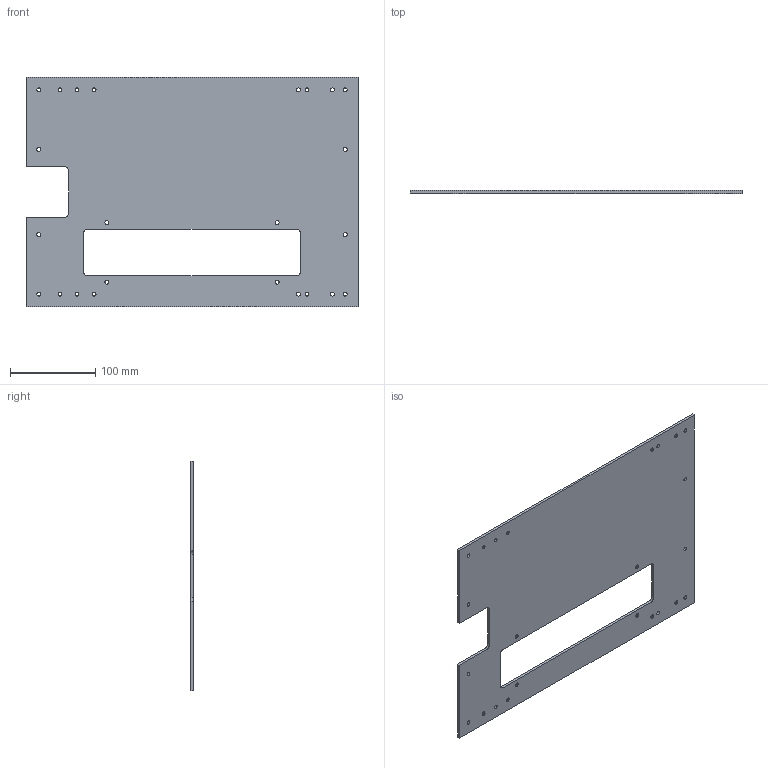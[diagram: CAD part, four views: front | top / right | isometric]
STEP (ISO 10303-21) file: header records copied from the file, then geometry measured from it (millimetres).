
FILE_DESCRIPTION (( 'STEP AP214' ), '1' );
FILE_NAME ('Laptop Plate.STEP', '2023-02-07T00:43:17', ( '' ), ( '' ), 'SwSTEP 2.0', 'SolidWorks 2022', '' );
FILE_SCHEMA (( 'AUTOMOTIVE_DESIGN' ));
Length unit declared in the file: millimetre
Products named in the file (1): Laptop Plate
Bounding box: 390 x 3.17 x 270 mm (x, y, z)
Volume: 278602.2 mm3; surface area: 183220.4 mm2
Topology: 1 solids, 1 shells, 92 faces, 246 edges, 156 vertices
Faces by surface type: cylinder 54, cone 24, plane 14
Entity records: 3044 total; most frequent: DIRECTION 564, CARTESIAN_POINT 495, ORIENTED_EDGE 492, EDGE_CURVE 246, AXIS2_PLACEMENT_3D 225, VERTEX_POINT 156, EDGE_LOOP 142, CIRCLE 132
